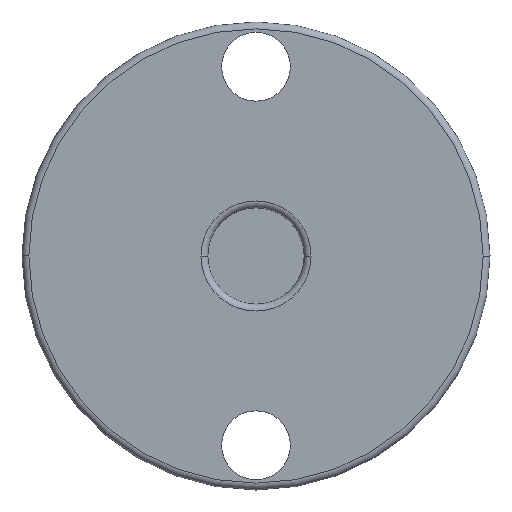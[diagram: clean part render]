
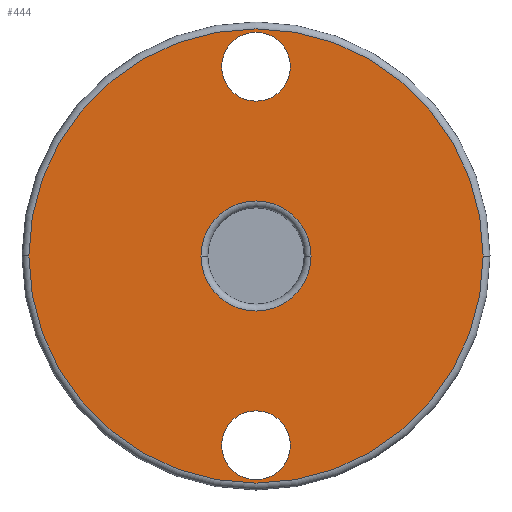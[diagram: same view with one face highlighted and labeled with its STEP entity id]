
A CAD part, front view. The second image highlights one B-rep face of the part: STEP entity #444.
In plain terms, the highlighted planar face has unit normal (0, -1, 0).
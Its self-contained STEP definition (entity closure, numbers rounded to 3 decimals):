
#8 = ORIENTED_EDGE ( 'NONE', *, *, #420, .T. ) ;
#18 = CIRCLE ( 'NONE', #573, 33. ) ;
#21 = ORIENTED_EDGE ( 'NONE', *, *, #646, .F. ) ;
#36 = VERTEX_POINT ( 'NONE', #621 ) ;
#42 = ORIENTED_EDGE ( 'NONE', *, *, #692, .F. ) ;
#54 = ORIENTED_EDGE ( 'NONE', *, *, #636, .F. ) ;
#62 = FACE_BOUND ( 'NONE', #69, .T. ) ;
#66 = AXIS2_PLACEMENT_3D ( 'NONE', #353, #352, #351 ) ;
#69 = EDGE_LOOP ( 'NONE', ( #512, #8 ) ) ;
#81 = AXIS2_PLACEMENT_3D ( 'NONE', #382, #380, #379 ) ;
#85 = CIRCLE ( 'NONE', #501, 33. ) ;
#98 = CIRCLE ( 'NONE', #574, 5. ) ;
#135 = VERTEX_POINT ( 'NONE', #532 ) ;
#138 = CARTESIAN_POINT ( 'NONE',  ( -8., -7., 0. ) ) ;
#140 = AXIS2_PLACEMENT_3D ( 'NONE', #366, #365, #364 ) ;
#144 = CIRCLE ( 'NONE', #140, 5. ) ;
#172 = CIRCLE ( 'NONE', #173, 8. ) ;
#173 = AXIS2_PLACEMENT_3D ( 'NONE', #442, #441, #439 ) ;
#183 = VERTEX_POINT ( 'NONE', #508 ) ;
#189 = FACE_BOUND ( 'NONE', #634, .T. ) ;
#196 = DIRECTION ( 'NONE',  ( 1., 0., 0. ) ) ;
#198 = DIRECTION ( 'NONE',  ( 0., -1., 0. ) ) ;
#200 = CARTESIAN_POINT ( 'NONE',  ( 0., -7., 0. ) ) ;
#203 = DIRECTION ( 'NONE',  ( 1., 0., 0. ) ) ;
#204 = DIRECTION ( 'NONE',  ( 0., -1., 0. ) ) ;
#205 = CARTESIAN_POINT ( 'NONE',  ( 0., -7., 27.5 ) ) ;
#209 = DIRECTION ( 'NONE',  ( 1., 0., 0. ) ) ;
#210 = DIRECTION ( 'NONE',  ( 0., -1., 0. ) ) ;
#211 = CARTESIAN_POINT ( 'NONE',  ( 0., -7., -27.5 ) ) ;
#212 = VERTEX_POINT ( 'NONE', #498 ) ;
#213 = VERTEX_POINT ( 'NONE', #497 ) ;
#233 = AXIS2_PLACEMENT_3D ( 'NONE', #429, #446, #425 ) ;
#281 = CARTESIAN_POINT ( 'NONE',  ( 8., -7., 0. ) ) ;
#294 = CIRCLE ( 'NONE', #576, 5. ) ;
#303 = CIRCLE ( 'NONE', #81, 8. ) ;
#306 = FACE_BOUND ( 'NONE', #666, .T. ) ;
#321 = DIRECTION ( 'NONE',  ( 1., 0., 0. ) ) ;
#323 = DIRECTION ( 'NONE',  ( 0., -1., 0. ) ) ;
#326 = CARTESIAN_POINT ( 'NONE',  ( 0., -7., 0. ) ) ;
#351 = DIRECTION ( 'NONE',  ( 1., 0., 0. ) ) ;
#352 = DIRECTION ( 'NONE',  ( 0., -1., 0. ) ) ;
#353 = CARTESIAN_POINT ( 'NONE',  ( 0., -7., 27.5 ) ) ;
#364 = DIRECTION ( 'NONE',  ( 1., 0., 0. ) ) ;
#365 = DIRECTION ( 'NONE',  ( 0., -1., 0. ) ) ;
#366 = CARTESIAN_POINT ( 'NONE',  ( 0., -7., -27.5 ) ) ;
#369 = FACE_OUTER_BOUND ( 'NONE', #561, .T. ) ;
#370 = ORIENTED_EDGE ( 'NONE', *, *, #654, .T. ) ;
#379 = DIRECTION ( 'NONE',  ( -1., 0., 0. ) ) ;
#380 = DIRECTION ( 'NONE',  ( 0., 1., 0. ) ) ;
#382 = CARTESIAN_POINT ( 'NONE',  ( 0., -7., 0. ) ) ;
#420 = EDGE_CURVE ( 'NONE', #670, #734, #172, .T. ) ;
#425 = DIRECTION ( 'NONE',  ( 1., 0., 0. ) ) ;
#429 = CARTESIAN_POINT ( 'NONE',  ( -34., -7., 0. ) ) ;
#431 = VERTEX_POINT ( 'NONE', #449 ) ;
#439 = DIRECTION ( 'NONE',  ( -1., 0., 0. ) ) ;
#441 = DIRECTION ( 'NONE',  ( 0., 1., 0. ) ) ;
#442 = CARTESIAN_POINT ( 'NONE',  ( 0., -7., 0. ) ) ;
#444 = ADVANCED_FACE ( 'NONE', ( #306, #189, #369, #62 ), #459, .T. ) ;
#446 = DIRECTION ( 'NONE',  ( 0., -1., 0. ) ) ;
#449 = CARTESIAN_POINT ( 'NONE',  ( -5., -7., 27.5 ) ) ;
#459 = PLANE ( 'NONE',  #233 ) ;
#497 = CARTESIAN_POINT ( 'NONE',  ( -33., -7., 0. ) ) ;
#498 = CARTESIAN_POINT ( 'NONE',  ( 5., -7., -27.5 ) ) ;
#501 = AXIS2_PLACEMENT_3D ( 'NONE', #326, #323, #321 ) ;
#508 = CARTESIAN_POINT ( 'NONE',  ( 33., -7., 0. ) ) ;
#512 = ORIENTED_EDGE ( 'NONE', *, *, #628, .T. ) ;
#526 = ORIENTED_EDGE ( 'NONE', *, *, #691, .F. ) ;
#532 = CARTESIAN_POINT ( 'NONE',  ( 5., -7., 27.5 ) ) ;
#551 = ORIENTED_EDGE ( 'NONE', *, *, #694, .T. ) ;
#561 = EDGE_LOOP ( 'NONE', ( #370, #551 ) ) ;
#573 = AXIS2_PLACEMENT_3D ( 'NONE', #200, #198, #196 ) ;
#574 = AXIS2_PLACEMENT_3D ( 'NONE', #205, #204, #203 ) ;
#576 = AXIS2_PLACEMENT_3D ( 'NONE', #211, #210, #209 ) ;
#621 = CARTESIAN_POINT ( 'NONE',  ( -5., -7., -27.5 ) ) ;
#628 = EDGE_CURVE ( 'NONE', #734, #670, #303, .T. ) ;
#634 = EDGE_LOOP ( 'NONE', ( #42, #21 ) ) ;
#636 = EDGE_CURVE ( 'NONE', #36, #212, #144, .T. ) ;
#646 = EDGE_CURVE ( 'NONE', #431, #135, #652, .T. ) ;
#652 = CIRCLE ( 'NONE', #66, 5. ) ;
#654 = EDGE_CURVE ( 'NONE', #183, #213, #85, .T. ) ;
#666 = EDGE_LOOP ( 'NONE', ( #526, #54 ) ) ;
#670 = VERTEX_POINT ( 'NONE', #281 ) ;
#691 = EDGE_CURVE ( 'NONE', #212, #36, #294, .T. ) ;
#692 = EDGE_CURVE ( 'NONE', #135, #431, #98, .T. ) ;
#694 = EDGE_CURVE ( 'NONE', #213, #183, #18, .T. ) ;
#734 = VERTEX_POINT ( 'NONE', #138 ) ;
